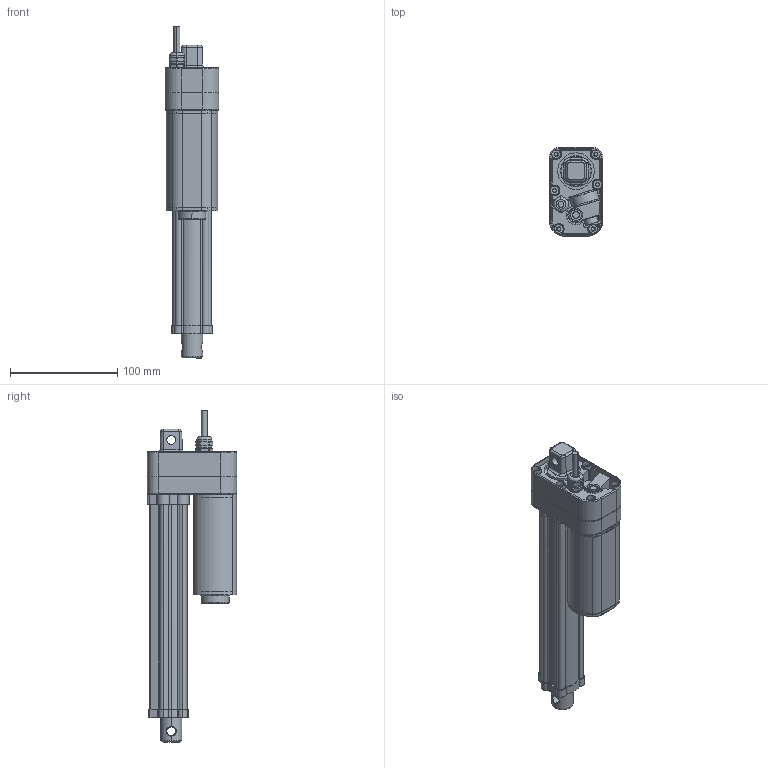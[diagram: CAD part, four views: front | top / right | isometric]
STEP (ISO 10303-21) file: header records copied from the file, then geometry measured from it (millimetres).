
FILE_DESCRIPTION (( 'STEP AP214' ), '1' );
FILE_NAME ('PA-10-6.STEP', '2020-01-28T23:56:47', ( '' ), ( '' ), 'SwSTEP 2.0', 'SolidWorks 2018', '' );
FILE_SCHEMA (( 'AUTOMOTIVE_DESIGN' ));
Length unit declared in the file: inch
Products named in the file (1): PA-10-6
Bounding box: 50 x 83.2 x 309.76 mm (x, y, z)
Volume: 188691.3 mm3; surface area: 163951.1 mm2
Topology: 14 solids, 14 shells, 1993 faces, 5339 edges, 3424 vertices
Faces by surface type: cylinder 1241, plane 399, torus 219, bspline 97, cone 31, sphere 6
Entity records: 122686 total; most frequent: CARTESIAN_POINT 47420, ORIENTED_EDGE 10660, DIRECTION 10209, EDGE_CURVE 5330, AXIS2_PLACEMENT_3D 4200, VERTEX_POINT 3423, CIRCLE 2303, EDGE_LOOP 2181
